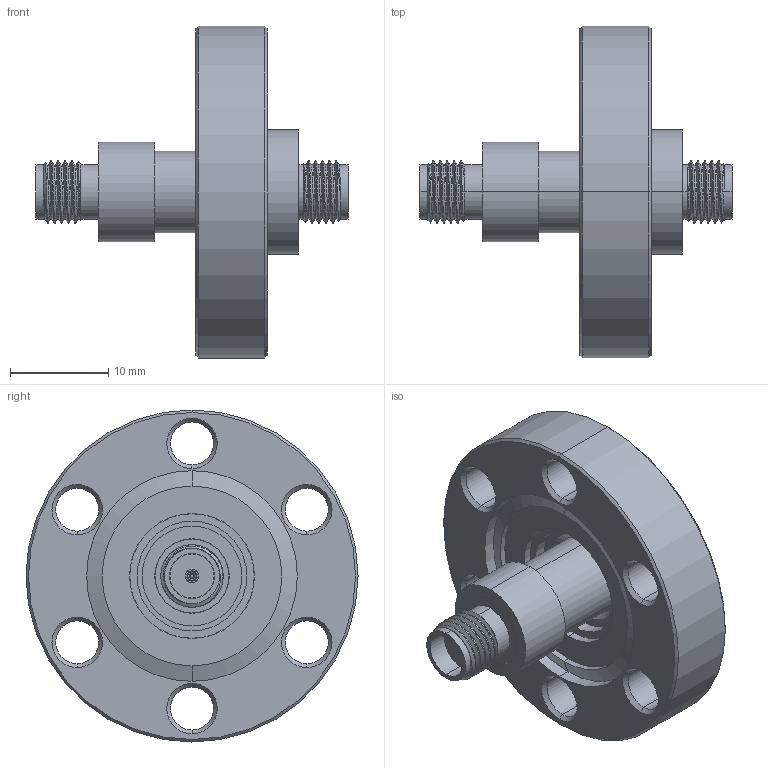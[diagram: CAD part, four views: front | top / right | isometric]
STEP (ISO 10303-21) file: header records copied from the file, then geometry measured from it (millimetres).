
FILE_DESCRIPTION (( 'STEP AP203' ), '1' );
FILE_NAME ('9252004.STEP', '2011-04-12T15:13:16', ( 'MIS' ), ( 'ISI INSULATORSEAL' ), 'SwSTEP 2.0', 'SolidWorks 2008', '' );
FILE_SCHEMA (( 'CONFIG_CONTROL_DESIGN' ));
Length unit declared in the file: inch
Products named in the file (14): 0841801C; 0841901F; 0841701A; 0842401D; 0017310B; 0841601C; 9252004; 0842701C; 0842601A; 0842501B; 1024302A; 0842101B; 0842201C; 0842001B
Assembly tree (14 placements, depth 5):
  9252004
    0841601C
      0841701A  x2
        0842001B
        0842201C
        0842101B
      0841901F
        0842401D
        0841801C
          0842601A
          0842501B
          0842701C
        1024302A
    0017310B
Bounding box: 31.75 x 33.78 x 33.78 mm (x, y, z)
Volume: 6526.7 mm3; surface area: 6990 mm2
Topology: 12 solids, 12 shells, 299 faces, 714 edges, 454 vertices
Faces by surface type: cylinder 146, plane 75, cone 74, bspline 4
Entity records: 8195 total; most frequent: CARTESIAN_POINT 1912, DIRECTION 1085, ORIENTED_EDGE 942, EDGE_CURVE 471, AXIS2_PLACEMENT_3D 452, VERTEX_POINT 296, EDGE_LOOP 243, CIRCLE 229
